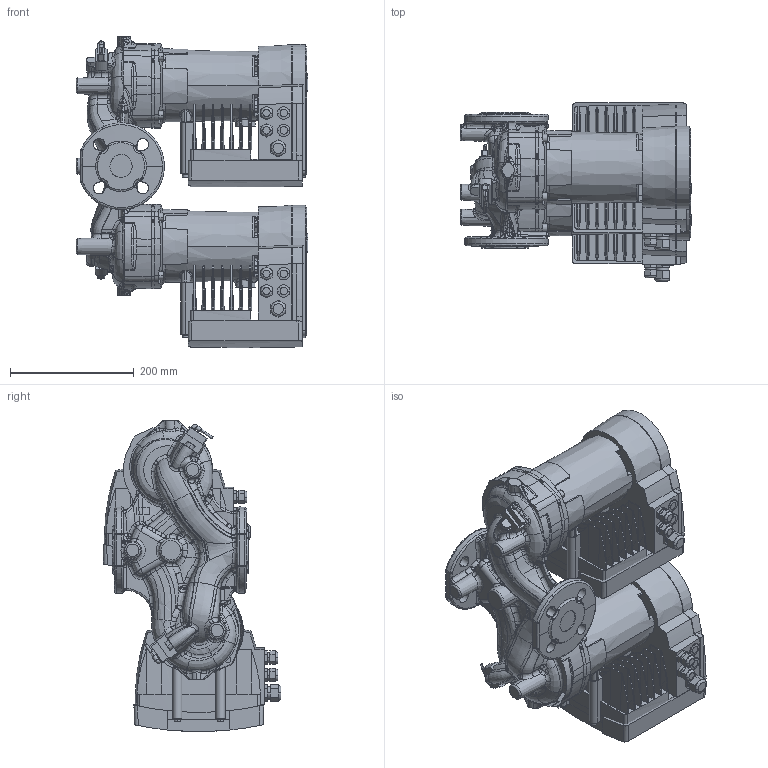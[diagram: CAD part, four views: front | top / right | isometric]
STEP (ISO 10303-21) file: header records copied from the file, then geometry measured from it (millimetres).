
FILE_DESCRIPTION (( 'STEP AP214' ), '1' );
FILE_NAME ('ModulA 32F-12 220.STEP', '2015-03-16T13:52:50', ( '' ), ( '' ), 'SwSTEP 2.0', 'SolidWorks 2011', '' );
FILE_SCHEMA (( 'AUTOMOTIVE_DESIGN' ));
Length unit declared in the file: millimetre
Products named in the file (1): ModulA 32F-12 220
Bounding box: 374.8 x 287.92 x 503.5 mm (x, y, z)
Volume: 17017054.8 mm3; surface area: 1647927.3 mm2
Topology: 29 solids, 29 shells, 4324 faces, 11060 edges, 6922 vertices
Faces by surface type: bspline 1713, plane 1579, cylinder 665, cone 271, torus 88, sphere 8
Entity records: 303682 total; most frequent: CARTESIAN_POINT 166897, ORIENTED_EDGE 21910, DIRECTION 12636, EDGE_CURVE 10955, VERTEX_POINT 6922, B_SPLINE_CURVE_WITH_KNOTS 4772, EDGE_LOOP 4589, UNCERTAINTY_MEASURE_WITH_UNIT 4355
